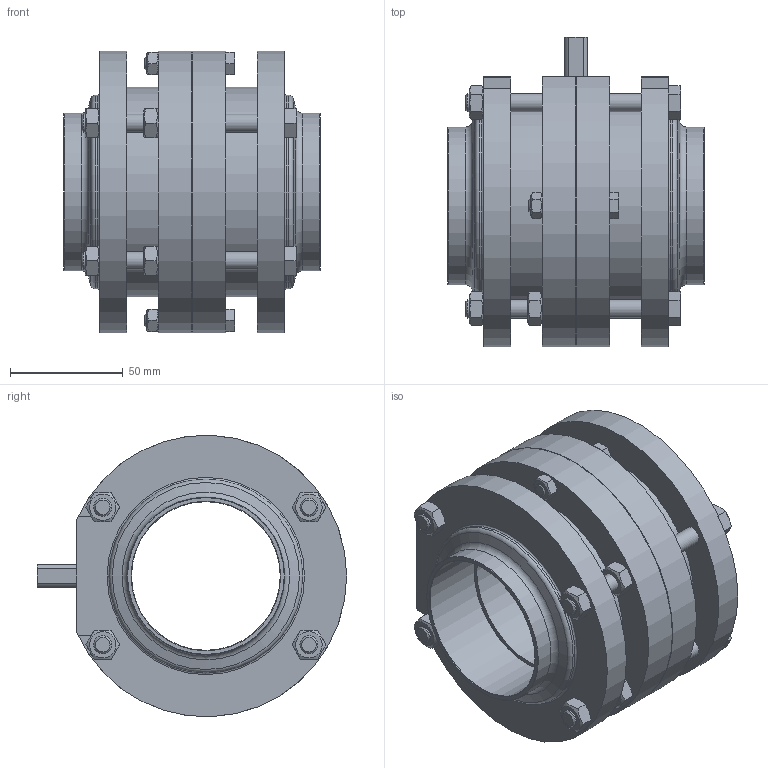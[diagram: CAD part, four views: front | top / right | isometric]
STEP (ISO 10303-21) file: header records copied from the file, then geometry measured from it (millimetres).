
FILE_DESCRIPTION( ( 'STEP AP203' ), '1' );
FILE_NAME( '9612400005.stp', '2020-07-20T11:31:31', ( 'License CC BY-ND 4.0' ), ( 'CADENAS' ), ' ', 'PARTsolutions', ' ' );
FILE_SCHEMA( ( 'CONFIG_CONTROL_DESIGN' ) );
Length unit declared in the file: millimetre
Products named in the file (4): 9612400005; _9612400005_C; _9612402420_(EPDM)L; _9612402520_(EPDM)R
Assembly tree (3 placements, depth 2):
  9612400005
    _9612400005_C
    _9612402420_(EPDM)L
    _9612402520_(EPDM)R
Bounding box: 114 x 137.3 x 124.92 mm (x, y, z)
Volume: 599984 mm3; surface area: 133194.1 mm2
Topology: 3 solids, 5 shells, 277 faces, 637 edges, 402 vertices
Faces by surface type: plane 152, cone 62, cylinder 53, torus 10
Full cylindrical faces by diameter (mm): 6 x4, 6.6 x2, 8 x10, 8.5 x8, 66 x3, 69.6 x2, 70 x2, 77 x2, 86 x2, 93 x2
Entity records: 8274 total; most frequent: CARTESIAN_POINT 2425, DIRECTION 1113, ORIENTED_EDGE 1096, EDGE_CURVE 548, AXIS2_PLACEMENT_3D 456, EDGE_LOOP 404, VERTEX_POINT 384, FACE_OUTER_BOUND 324
